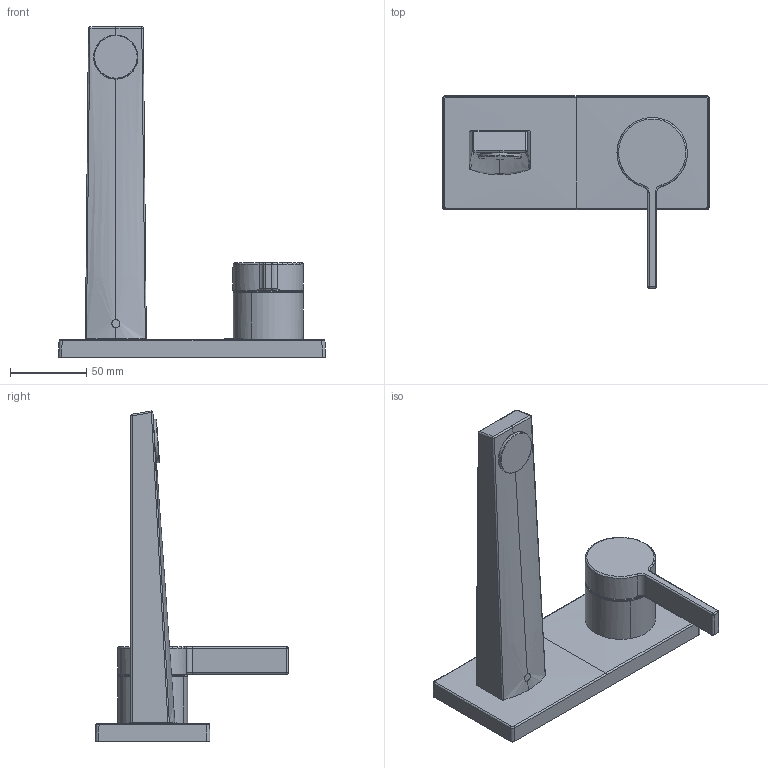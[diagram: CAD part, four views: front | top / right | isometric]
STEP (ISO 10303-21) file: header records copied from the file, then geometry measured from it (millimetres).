
FILE_DESCRIPTION (( 'STEP AP203' ), '1' );
FILE_NAME ('57572103.STEP', '2019-01-10T09:31:25', ( '' ), ( '' ), 'SwSTEP 2.0', 'SolidWorks 2016', '' );
FILE_SCHEMA (( 'CONFIG_CONTROL_DESIGN' ));
Length unit declared in the file: millimetre
Products named in the file (1): 57572103
Bounding box: 175 x 126.48 x 216.82 mm (x, y, z)
Volume: 410256.5 mm3; surface area: 66158.8 mm2
Topology: 1 solids, 1 shells, 88 faces, 206 edges, 121 vertices
Faces by surface type: cylinder 29, bspline 26, plane 18, sphere 8, torus 7
Entity records: 4783 total; most frequent: CARTESIAN_POINT 2979, ORIENTED_EDGE 392, DIRECTION 293, EDGE_CURVE 196, AXIS2_PLACEMENT_3D 122, VERTEX_POINT 117, EDGE_LOOP 95, ADVANCED_FACE 88
